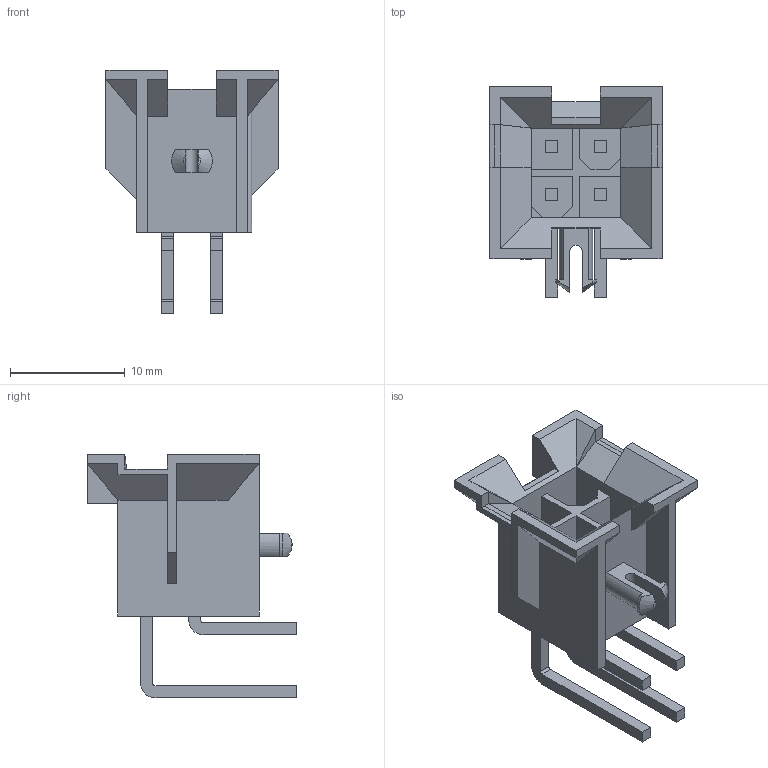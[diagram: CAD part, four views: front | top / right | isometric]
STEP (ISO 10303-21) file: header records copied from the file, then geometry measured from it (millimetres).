
FILE_DESCRIPTION((''),'2;1');
FILE_NAME('015246040','2013-11-05T',('me'),(''),'PRO/ENGINEER BY PARAMETRIC TECHNOLOGY CORPORATION, 2012230','PRO/ENGINEER BY PARAMETRIC TECHNOLOGY CORPORATION, 2012230','');
FILE_SCHEMA(('CONFIG_CONTROL_DESIGN'));
Length unit declared in the file: millimetre
Products named in the file (1): 015246040
Bounding box: 15 x 18.3 x 21.23 mm (x, y, z)
Volume: 1073.2 mm3; surface area: 2014.1 mm2
Topology: 1 solids, 1 shells, 163 faces, 447 edges, 296 vertices
Faces by surface type: plane 145, cylinder 14, cone 2, bspline 2
Entity records: 5220 total; most frequent: CARTESIAN_POINT 1040, ORIENTED_EDGE 872, DIRECTION 799, EDGE_CURVE 436, VECTOR 395, LINE 395, VERTEX_POINT 284, AXIS2_PLACEMENT_3D 202
